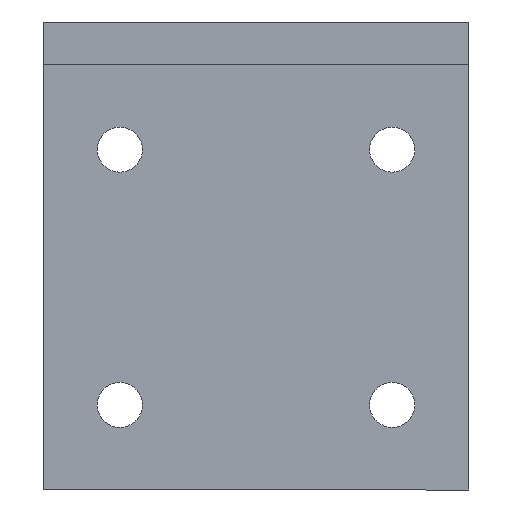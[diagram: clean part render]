
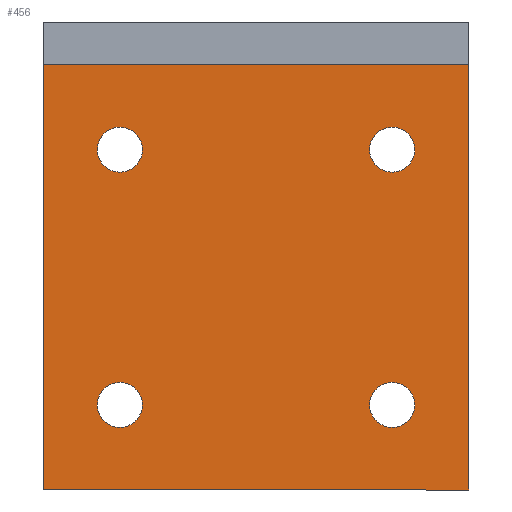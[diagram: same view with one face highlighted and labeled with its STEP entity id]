
A CAD part, front view. The second image highlights one B-rep face of the part: STEP entity #456.
In plain terms, the highlighted planar face has unit normal (0, -1, 0).
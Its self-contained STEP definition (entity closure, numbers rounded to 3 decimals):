
#36=FACE_BOUND('',#96,.T.);
#37=FACE_BOUND('',#97,.T.);
#38=FACE_BOUND('',#98,.T.);
#39=FACE_BOUND('',#99,.T.);
#61=FACE_OUTER_BOUND('',#95,.T.);
#95=EDGE_LOOP('',(#414,#415,#416,#417));
#96=EDGE_LOOP('',(#418));
#97=EDGE_LOOP('',(#419));
#98=EDGE_LOOP('',(#420));
#99=EDGE_LOOP('',(#421));
#110=CIRCLE('',#504,2.65);
#112=CIRCLE('',#507,2.65);
#114=CIRCLE('',#510,2.65);
#116=CIRCLE('',#513,2.65);
#125=LINE('',#669,#167);
#152=LINE('',#752,#194);
#155=LINE('',#758,#197);
#158=LINE('',#763,#200);
#167=VECTOR('',#539,10.);
#194=VECTOR('',#628,10.);
#197=VECTOR('',#633,10.);
#200=VECTOR('',#638,10.);
#212=VERTEX_POINT('',#667);
#213=VERTEX_POINT('',#668);
#230=VERTEX_POINT('',#727);
#232=VERTEX_POINT('',#733);
#234=VERTEX_POINT('',#739);
#236=VERTEX_POINT('',#745);
#238=VERTEX_POINT('',#751);
#240=VERTEX_POINT('',#757);
#252=EDGE_CURVE('',#212,#213,#125,.T.);
#282=EDGE_CURVE('',#230,#230,#110,.T.);
#285=EDGE_CURVE('',#232,#232,#112,.T.);
#288=EDGE_CURVE('',#234,#234,#114,.T.);
#291=EDGE_CURVE('',#236,#236,#116,.T.);
#294=EDGE_CURVE('',#238,#212,#152,.T.);
#297=EDGE_CURVE('',#240,#238,#155,.T.);
#300=EDGE_CURVE('',#213,#240,#158,.T.);
#414=ORIENTED_EDGE('',*,*,#300,.F.);
#415=ORIENTED_EDGE('',*,*,#252,.F.);
#416=ORIENTED_EDGE('',*,*,#294,.F.);
#417=ORIENTED_EDGE('',*,*,#297,.F.);
#418=ORIENTED_EDGE('',*,*,#291,.F.);
#419=ORIENTED_EDGE('',*,*,#288,.F.);
#420=ORIENTED_EDGE('',*,*,#285,.F.);
#421=ORIENTED_EDGE('',*,*,#282,.F.);
#434=PLANE('',#519);
#456=ADVANCED_FACE('',(#61,#36,#37,#38,#39),#434,.F.);
#504=AXIS2_PLACEMENT_3D('',#728,#600,#601);
#507=AXIS2_PLACEMENT_3D('',#734,#607,#608);
#510=AXIS2_PLACEMENT_3D('',#740,#614,#615);
#513=AXIS2_PLACEMENT_3D('',#746,#621,#622);
#519=AXIS2_PLACEMENT_3D('',#766,#642,#643);
#539=DIRECTION('',(1.,0.,0.));
#600=DIRECTION('center_axis',(0.,-1.,0.));
#601=DIRECTION('ref_axis',(1.,0.,0.));
#607=DIRECTION('center_axis',(0.,-1.,0.));
#608=DIRECTION('ref_axis',(1.,0.,0.));
#614=DIRECTION('center_axis',(0.,-1.,0.));
#615=DIRECTION('ref_axis',(1.,0.,0.));
#621=DIRECTION('center_axis',(0.,-1.,0.));
#622=DIRECTION('ref_axis',(1.,0.,0.));
#628=DIRECTION('',(0.,0.,1.));
#633=DIRECTION('',(-1.,0.,0.));
#638=DIRECTION('',(0.,0.,-1.));
#642=DIRECTION('center_axis',(0.,1.,0.));
#643=DIRECTION('ref_axis',(0.,0.,1.));
#667=CARTESIAN_POINT('',(-34.914,0.,51.112));
#668=CARTESIAN_POINT('',(15.086,0.,51.112));
#669=CARTESIAN_POINT('',(-34.914,0.,51.112));
#727=CARTESIAN_POINT('',(3.436,0.,11.112));
#728=CARTESIAN_POINT('Origin',(6.086,0.,11.112));
#733=CARTESIAN_POINT('',(3.436,0.,41.112));
#734=CARTESIAN_POINT('Origin',(6.086,0.,41.112));
#739=CARTESIAN_POINT('',(-28.564,0.,11.112));
#740=CARTESIAN_POINT('Origin',(-25.914,0.,11.112));
#745=CARTESIAN_POINT('',(-28.564,0.,41.112));
#746=CARTESIAN_POINT('Origin',(-25.914,0.,41.112));
#751=CARTESIAN_POINT('',(-34.914,0.,1.112));
#752=CARTESIAN_POINT('',(-34.914,0.,1.112));
#757=CARTESIAN_POINT('',(15.086,0.,1.112));
#758=CARTESIAN_POINT('',(15.086,0.,1.112));
#763=CARTESIAN_POINT('',(15.086,0.,51.112));
#766=CARTESIAN_POINT('Origin',(-9.914,0.,26.112));
